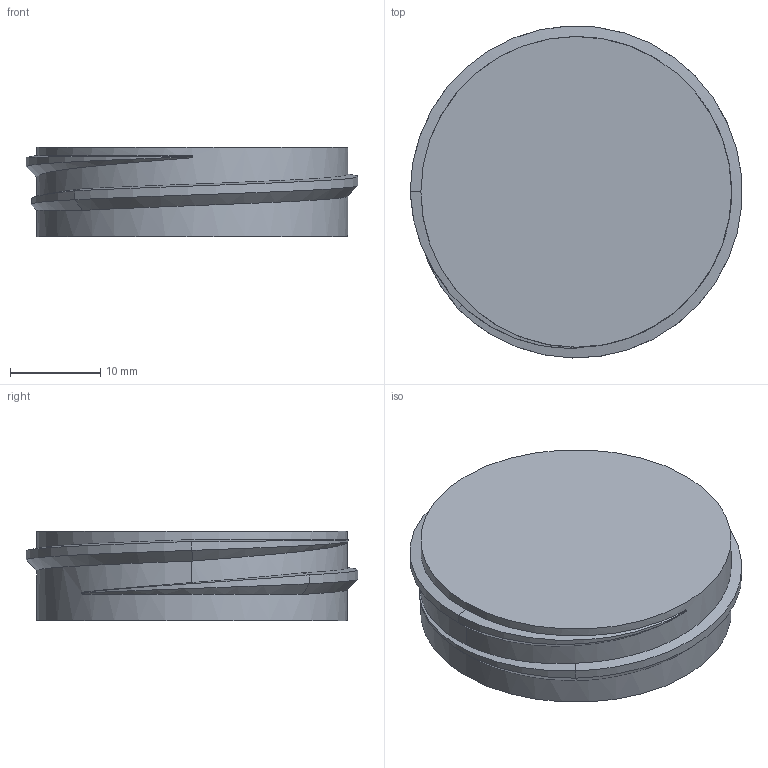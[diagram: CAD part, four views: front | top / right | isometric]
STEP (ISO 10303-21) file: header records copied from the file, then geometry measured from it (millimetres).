
FILE_DESCRIPTION(('Open CASCADE Model'),'2;1');
FILE_NAME('Open CASCADE Shape Model','2025-12-04T22:37:21',('Author'),( 'Open CASCADE'),'Open CASCADE STEP processor 7.8','build123d', 'Unknown');
FILE_SCHEMA(('AUTOMOTIVE_DESIGN { 1 0 10303 214 1 1 1 1 }'));
Length unit declared in the file: millimetre
Products named in the file (2): =>[0:1:1:2]; SOLID
Assembly tree (1 placements, depth 2):
  =>[0:1:1:2]
    SOLID
Bounding box: 36.83 x 36.86 x 9.94 mm (x, y, z)
Volume: 9527.9 mm3; surface area: 3151.8 mm2
Topology: 1 solids, 1 shells, 15 faces, 35 edges, 22 vertices
Faces by surface type: bspline 9, plane 4, cylinder 2
Full cylindrical faces by diameter (mm): 34.502 x2
Entity records: 2098 total; most frequent: CARTESIAN_POINT 1504, ORIENTED_EDGE 70, PCURVE 70, DEFINITIONAL_REPRESENTATION 70, DIRECTION 63, B_SPLINE_CURVE_WITH_KNOTS 56, EDGE_CURVE 35, LINE 35
